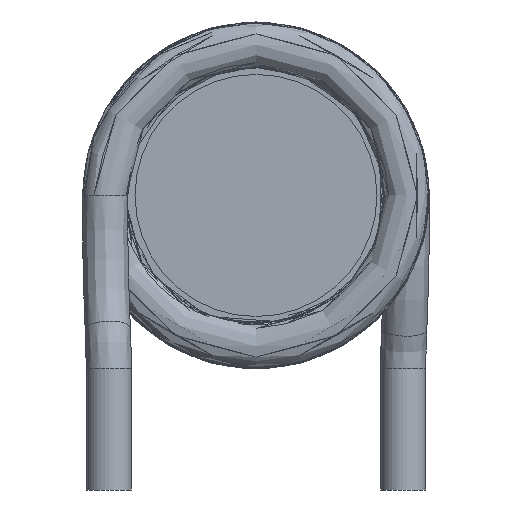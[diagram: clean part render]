
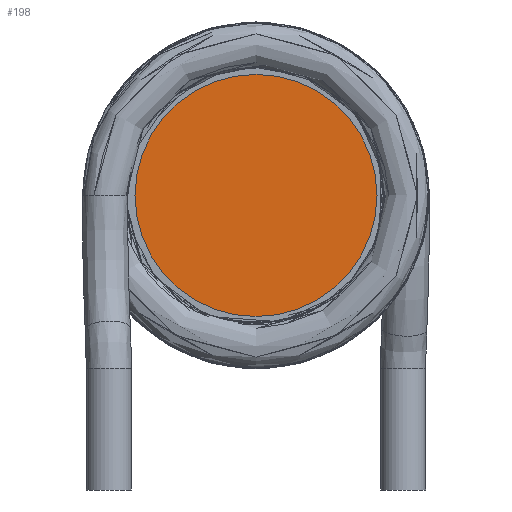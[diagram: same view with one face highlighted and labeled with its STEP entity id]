
A CAD part, front view. The second image highlights one B-rep face of the part: STEP entity #198.
In plain terms, the highlighted planar face has unit normal (0, -1, 0).
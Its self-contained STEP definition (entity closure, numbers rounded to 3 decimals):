
#46=PLANE('',#341);
#54=ORIENTED_EDGE('',*,*,#88,.F.);
#88=EDGE_CURVE('',#106,#106,#122,.T.);
#106=VERTEX_POINT('',#427);
#122=CIRCLE('',#339,3.);
#138=EDGE_LOOP('',(#54));
#166=FACE_BOUND('',#138,.T.);
#198=ADVANCED_FACE('',(#166),#46,.F.);
#339=AXIS2_PLACEMENT_3D('',#426,#370,#371);
#341=AXIS2_PLACEMENT_3D('',#430,#374,#375);
#370=DIRECTION('',(0.,1.,0.));
#371=DIRECTION('',(1.,0.,0.));
#374=DIRECTION('',(0.,1.,0.));
#375=DIRECTION('',(0.,0.,1.));
#426=CARTESIAN_POINT('',(0.,-15.45,0.));
#427=CARTESIAN_POINT('',(3.,-15.45,0.));
#430=CARTESIAN_POINT('',(0.,-15.45,0.));
